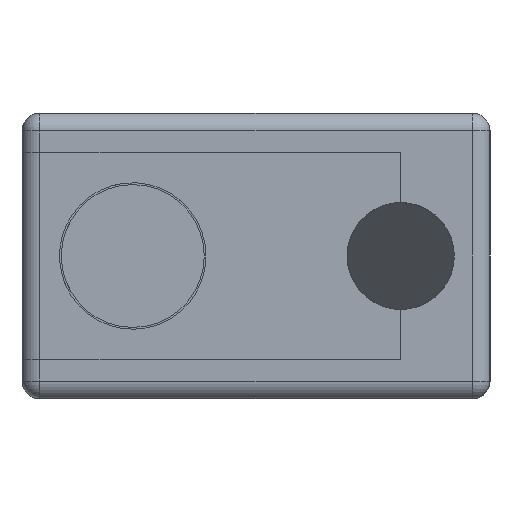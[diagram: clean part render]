
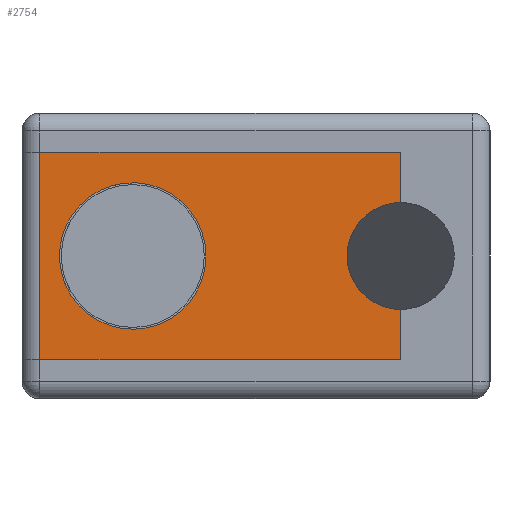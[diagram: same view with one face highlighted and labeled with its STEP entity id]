
A CAD part, left-side view. The second image highlights one B-rep face of the part: STEP entity #2754.
In plain terms, the highlighted face is planar.
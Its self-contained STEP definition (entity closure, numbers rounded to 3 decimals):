
#2450=CARTESIAN_POINT('',(-5.181,2.9,3.5));
#2451=VERTEX_POINT('',#2450);
#2459=CARTESIAN_POINT('',(4.919,2.9,3.5));
#2460=VERTEX_POINT('',#2459);
#2461=CARTESIAN_POINT('',(-5.181,2.9,3.5));
#2462=DIRECTION('',(1.0,0.0,0.0));
#2463=VECTOR('',#2462,10.1);
#2464=LINE('',#2461,#2463);
#2465=EDGE_CURVE('',#2451,#2460,#2464,.T.);
#2588=CARTESIAN_POINT('',(-5.181,-2.9,3.5));
#2589=VERTEX_POINT('',#2588);
#2597=CARTESIAN_POINT('',(-5.181,-2.9,3.5));
#2598=DIRECTION('',(0.0,1.0,0.0));
#2599=VECTOR('',#2598,5.8);
#2600=LINE('',#2597,#2599);
#2601=EDGE_CURVE('',#2589,#2451,#2600,.T.);
#2613=CARTESIAN_POINT('',(4.919,-2.9,3.5));
#2614=VERTEX_POINT('',#2613);
#2621=CARTESIAN_POINT('',(4.919,-2.9,3.5));
#2622=DIRECTION('',(-1.0,0.0,0.0));
#2623=VECTOR('',#2622,10.1);
#2624=LINE('',#2621,#2623);
#2625=EDGE_CURVE('',#2614,#2589,#2624,.T.);
#2657=CARTESIAN_POINT('',(4.919,1.5,3.5));
#2658=VERTEX_POINT('',#2657);
#2659=CARTESIAN_POINT('',(4.919,2.9,3.5));
#2660=DIRECTION('',(0.0,-1.0,0.0));
#2661=VECTOR('',#2660,1.4);
#2662=LINE('',#2659,#2661);
#2663=EDGE_CURVE('',#2460,#2658,#2662,.T.);
#2684=CARTESIAN_POINT('',(-0.531,0.,3.5));
#2685=VERTEX_POINT('',#2684);
#2686=CARTESIAN_POINT('',(-2.581,0.,3.5));
#2687=DIRECTION('',(0.0,0.0,1.0));
#2688=DIRECTION('',(-1.0,0.0,0.0));
#2689=AXIS2_PLACEMENT_3D('',#2686,#2687,#2688);
#2690=CIRCLE('',#2689,2.05);
#2691=EDGE_CURVE('',#2685,#2685,#2690,.T.);
#2701=CARTESIAN_POINT('',(4.919,-1.5,3.5));
#2702=VERTEX_POINT('',#2701);
#2703=CARTESIAN_POINT('',(4.919,0.,3.5));
#2704=DIRECTION('',(0.0,0.0,1.0));
#2705=DIRECTION('',(0.0,-1.0,0.0));
#2706=AXIS2_PLACEMENT_3D('',#2703,#2704,#2705);
#2707=CIRCLE('',#2706,1.5);
#2708=EDGE_CURVE('',#2658,#2702,#2707,.T.);
#2726=CARTESIAN_POINT('',(4.919,-1.5,3.5));
#2727=DIRECTION('',(0.0,-1.0,0.0));
#2728=VECTOR('',#2727,1.4);
#2729=LINE('',#2726,#2728);
#2730=EDGE_CURVE('',#2702,#2614,#2729,.T.);
#2738=CARTESIAN_POINT('',(-0.381,0.,3.5));
#2739=DIRECTION('',(0.0,0.0,1.0));
#2740=DIRECTION('',(1.0,0.0,0.0));
#2741=AXIS2_PLACEMENT_3D('',#2738,#2739,#2740);
#2742=PLANE('',#2741);
#2743=ORIENTED_EDGE('',*,*,#2601,.F.);
#2744=ORIENTED_EDGE('',*,*,#2625,.F.);
#2745=ORIENTED_EDGE('',*,*,#2730,.F.);
#2746=ORIENTED_EDGE('',*,*,#2708,.F.);
#2747=ORIENTED_EDGE('',*,*,#2663,.F.);
#2748=ORIENTED_EDGE('',*,*,#2465,.F.);
#2749=EDGE_LOOP('',(#2743,#2744,#2745,#2746,#2747,#2748));
#2750=FACE_OUTER_BOUND('',#2749,.T.);
#2751=ORIENTED_EDGE('',*,*,#2691,.F.);
#2752=EDGE_LOOP('',(#2751));
#2753=FACE_BOUND('',#2752,.T.);
#2754=ADVANCED_FACE('',(#2750,#2753),#2742,.T.);
